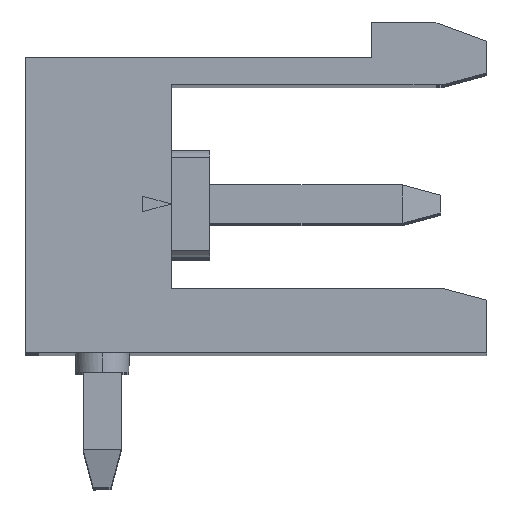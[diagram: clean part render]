
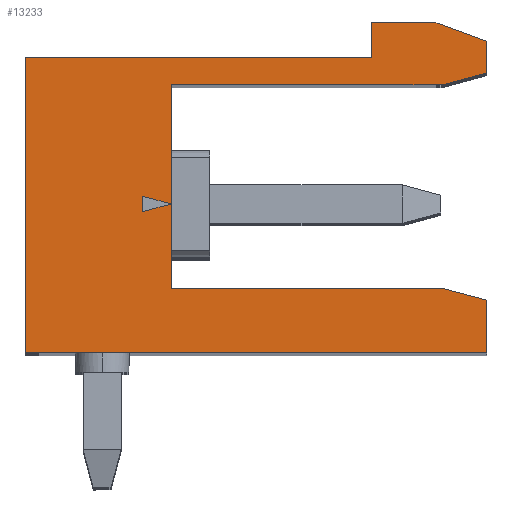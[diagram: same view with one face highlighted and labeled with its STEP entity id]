
A CAD part, top view. The second image highlights one B-rep face of the part: STEP entity #13233.
In plain terms, the highlighted planar face has unit normal (0, 0, 1).
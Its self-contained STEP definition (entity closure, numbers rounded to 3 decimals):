
#123 = CARTESIAN_POINT ( 'NONE',  ( 3.05, 4.071, 0. ) ) ;
#235 = LINE ( 'NONE', #782, #6893 ) ;
#471 = VECTOR ( 'NONE', #4320, 1000. ) ;
#573 = VERTEX_POINT ( 'NONE', #11615 ) ;
#782 = CARTESIAN_POINT ( 'NONE',  ( 0., 6.8, 0. ) ) ;
#847 = CARTESIAN_POINT ( 'NONE',  ( 1.5, 0., 0. ) ) ;
#852 = VERTEX_POINT ( 'NONE', #3256 ) ;
#972 = VECTOR ( 'NONE', #8265, 1000. ) ;
#1124 = VECTOR ( 'NONE', #11487, 1000. ) ;
#1238 = CARTESIAN_POINT ( 'NONE',  ( -36.627, -37.773, 0. ) ) ;
#1248 = FACE_BOUND ( 'NONE', #13892, .T. ) ;
#1311 = CARTESIAN_POINT ( 'NONE',  ( -36.627, 1.67, 0. ) ) ;
#1657 = CARTESIAN_POINT ( 'NONE',  ( 3.8, -37.773, 0. ) ) ;
#1981 = LINE ( 'NONE', #12907, #5096 ) ;
#2240 = CARTESIAN_POINT ( 'NONE',  ( 3.8, 3.87, 0. ) ) ;
#2298 = VERTEX_POINT ( 'NONE', #13690 ) ;
#2390 = LINE ( 'NONE', #10479, #12533 ) ;
#2566 = LINE ( 'NONE', #6387, #6128 ) ;
#2579 = DIRECTION ( 'NONE',  ( 1., 0., 0. ) ) ;
#2602 = EDGE_CURVE ( 'NONE', #9114, #11628, #6054, .T. ) ;
#2841 = EDGE_LOOP ( 'NONE', ( #3221, #4088, #14084, #11930, #7080, #3776, #12684, #13210, #15329, #8458, #4214, #14964, #12679 ) ) ;
#3221 = ORIENTED_EDGE ( 'NONE', *, *, #11899, .T. ) ;
#3256 = CARTESIAN_POINT ( 'NONE',  ( 3.8, 1.67, 0. ) ) ;
#3320 = CARTESIAN_POINT ( 'NONE',  ( 0., 7.67, 0. ) ) ;
#3594 = DIRECTION ( 'NONE',  ( -1., 0., 0. ) ) ;
#3776 = ORIENTED_EDGE ( 'NONE', *, *, #17094, .T. ) ;
#3848 = EDGE_CURVE ( 'NONE', #11628, #13395, #5733, .T. ) ;
#3877 = PLANE ( 'NONE',  #6831 ) ;
#3978 = VERTEX_POINT ( 'NONE', #9043 ) ;
#4088 = ORIENTED_EDGE ( 'NONE', *, *, #6895, .T. ) ;
#4194 = VERTEX_POINT ( 'NONE', #5467 ) ;
#4214 = ORIENTED_EDGE ( 'NONE', *, *, #7600, .F. ) ;
#4320 = DIRECTION ( 'NONE',  ( 0., 1., 0. ) ) ;
#4765 = DIRECTION ( 'NONE',  ( -0.966, 0.259, 0. ) ) ;
#4954 = DIRECTION ( 'NONE',  ( 1., 0., 0. ) ) ;
#5096 = VECTOR ( 'NONE', #6323, 1000. ) ;
#5467 = CARTESIAN_POINT ( 'NONE',  ( 9., 7.67, 0. ) ) ;
#5576 = CARTESIAN_POINT ( 'NONE',  ( 12., -37.773, 0. ) ) ;
#5624 = CARTESIAN_POINT ( 'NONE',  ( 10.626, 8.6, 0. ) ) ;
#5633 = CARTESIAN_POINT ( 'NONE',  ( 3.8, 3.87, 0. ) ) ;
#5662 = VERTEX_POINT ( 'NONE', #9110 ) ;
#5733 = LINE ( 'NONE', #9790, #12324 ) ;
#6054 = LINE ( 'NONE', #14133, #9097 ) ;
#6112 = LINE ( 'NONE', #1311, #9570 ) ;
#6128 = VECTOR ( 'NONE', #14290, 1000. ) ;
#6284 = VECTOR ( 'NONE', #9402, 1000. ) ;
#6323 = DIRECTION ( 'NONE',  ( 0., 1., 0. ) ) ;
#6387 = CARTESIAN_POINT ( 'NONE',  ( 3.05, -37.773, 0. ) ) ;
#6758 = VERTEX_POINT ( 'NONE', #7575 ) ;
#6831 = AXIS2_PLACEMENT_3D ( 'NONE', #1238, #10480, #2579 ) ;
#6868 = ORIENTED_EDGE ( 'NONE', *, *, #7231, .T. ) ;
#6893 = VECTOR ( 'NONE', #7329, 1000. ) ;
#6895 = EDGE_CURVE ( 'NONE', #16485, #852, #6112, .T. ) ;
#6949 = EDGE_CURVE ( 'NONE', #11430, #9882, #16801, .T. ) ;
#7056 = CARTESIAN_POINT ( 'NONE',  ( 9., 8.6, 0. ) ) ;
#7080 = ORIENTED_EDGE ( 'NONE', *, *, #14306, .F. ) ;
#7150 = CARTESIAN_POINT ( 'NONE',  ( 0., 0., 0. ) ) ;
#7215 = VERTEX_POINT ( 'NONE', #14032 ) ;
#7231 = EDGE_CURVE ( 'NONE', #9882, #5662, #10004, .T. ) ;
#7329 = DIRECTION ( 'NONE',  ( 0., 1., 0. ) ) ;
#7483 = VERTEX_POINT ( 'NONE', #7150 ) ;
#7525 = LINE ( 'NONE', #5576, #471 ) ;
#7575 = CARTESIAN_POINT ( 'NONE',  ( 12., 0., 0. ) ) ;
#7594 = LINE ( 'NONE', #1657, #972 ) ;
#7600 = EDGE_CURVE ( 'NONE', #7483, #11788, #235, .T. ) ;
#7741 = LINE ( 'NONE', #14887, #14338 ) ;
#7766 = ORIENTED_EDGE ( 'NONE', *, *, #16774, .T. ) ;
#7863 = CARTESIAN_POINT ( 'NONE',  ( 3.05, 4.071, 0. ) ) ;
#7984 = VECTOR ( 'NONE', #4765, 1000. ) ;
#8027 = VECTOR ( 'NONE', #15149, 1000. ) ;
#8237 = DIRECTION ( 'NONE',  ( -1., 0., 0. ) ) ;
#8265 = DIRECTION ( 'NONE',  ( 0., 1., 0. ) ) ;
#8458 = ORIENTED_EDGE ( 'NONE', *, *, #9365, .T. ) ;
#8716 = DIRECTION ( 'NONE',  ( -0.966, -0.259, 0. ) ) ;
#9043 = CARTESIAN_POINT ( 'NONE',  ( 10.837, 6.963, 0. ) ) ;
#9097 = VECTOR ( 'NONE', #4954, 1000. ) ;
#9110 = CARTESIAN_POINT ( 'NONE',  ( 3.05, 3.669, 0. ) ) ;
#9114 = VERTEX_POINT ( 'NONE', #13120 ) ;
#9224 = DIRECTION ( 'NONE',  ( -1., 0., 0. ) ) ;
#9365 = EDGE_CURVE ( 'NONE', #4194, #11788, #7741, .T. ) ;
#9402 = DIRECTION ( 'NONE',  ( 0.966, -0.259, 0. ) ) ;
#9570 = VECTOR ( 'NONE', #9224, 1000. ) ;
#9790 = CARTESIAN_POINT ( 'NONE',  ( 11.313, 8.35, 0. ) ) ;
#9882 = VERTEX_POINT ( 'NONE', #5633 ) ;
#9931 = CARTESIAN_POINT ( 'NONE',  ( 10.842, 6.965, 0. ) ) ;
#10004 = LINE ( 'NONE', #2240, #1124 ) ;
#10086 = LINE ( 'NONE', #847, #16709 ) ;
#10479 = CARTESIAN_POINT ( 'NONE',  ( -36.627, 6.963, 0. ) ) ;
#10480 = DIRECTION ( 'NONE',  ( 0., 0., 1. ) ) ;
#10755 = CARTESIAN_POINT ( 'NONE',  ( 12., 8.1, 0. ) ) ;
#10961 = FACE_OUTER_BOUND ( 'NONE', #2841, .T. ) ;
#11105 = DIRECTION ( 'NONE',  ( 0.94, -0.342, 0. ) ) ;
#11430 = VERTEX_POINT ( 'NONE', #7863 ) ;
#11487 = DIRECTION ( 'NONE',  ( -0.966, -0.259, 0. ) ) ;
#11615 = CARTESIAN_POINT ( 'NONE',  ( 12., 1.37, 0. ) ) ;
#11628 = VERTEX_POINT ( 'NONE', #5624 ) ;
#11652 = EDGE_CURVE ( 'NONE', #852, #7215, #7594, .T. ) ;
#11788 = VERTEX_POINT ( 'NONE', #3320 ) ;
#11814 = DIRECTION ( 'NONE',  ( 1., 0., 0. ) ) ;
#11894 = LINE ( 'NONE', #16638, #7984 ) ;
#11899 = EDGE_CURVE ( 'NONE', #573, #16485, #11894, .T. ) ;
#11930 = ORIENTED_EDGE ( 'NONE', *, *, #15264, .T. ) ;
#12111 = CARTESIAN_POINT ( 'NONE',  ( 10.88, 1.67, 0. ) ) ;
#12324 = VECTOR ( 'NONE', #11105, 1000. ) ;
#12533 = VECTOR ( 'NONE', #11814, 1000. ) ;
#12679 = ORIENTED_EDGE ( 'NONE', *, *, #16330, .T. ) ;
#12684 = ORIENTED_EDGE ( 'NONE', *, *, #3848, .F. ) ;
#12907 = CARTESIAN_POINT ( 'NONE',  ( 12., -37.773, 0. ) ) ;
#13120 = CARTESIAN_POINT ( 'NONE',  ( 9., 8.6, 0. ) ) ;
#13210 = ORIENTED_EDGE ( 'NONE', *, *, #2602, .F. ) ;
#13233 = ADVANCED_FACE ( 'NONE', ( #1248, #10961 ), #3877, .T. ) ;
#13395 = VERTEX_POINT ( 'NONE', #10755 ) ;
#13428 = LINE ( 'NONE', #9931, #15290 ) ;
#13690 = CARTESIAN_POINT ( 'NONE',  ( 12., 7.275, 0. ) ) ;
#13892 = EDGE_LOOP ( 'NONE', ( #7766, #14196, #6868 ) ) ;
#14032 = CARTESIAN_POINT ( 'NONE',  ( 3.8, 6.963, 0. ) ) ;
#14084 = ORIENTED_EDGE ( 'NONE', *, *, #11652, .T. ) ;
#14133 = CARTESIAN_POINT ( 'NONE',  ( 10.8, 8.6, 0. ) ) ;
#14196 = ORIENTED_EDGE ( 'NONE', *, *, #6949, .T. ) ;
#14231 = EDGE_CURVE ( 'NONE', #4194, #9114, #15081, .T. ) ;
#14290 = DIRECTION ( 'NONE',  ( 0., 1., 0. ) ) ;
#14306 = EDGE_CURVE ( 'NONE', #2298, #3978, #13428, .T. ) ;
#14338 = VECTOR ( 'NONE', #8237, 1000. ) ;
#14351 = EDGE_CURVE ( 'NONE', #6758, #7483, #10086, .T. ) ;
#14887 = CARTESIAN_POINT ( 'NONE',  ( -36.627, 7.67, 0. ) ) ;
#14964 = ORIENTED_EDGE ( 'NONE', *, *, #14351, .F. ) ;
#15081 = LINE ( 'NONE', #7056, #8027 ) ;
#15149 = DIRECTION ( 'NONE',  ( 0., 1., 0. ) ) ;
#15264 = EDGE_CURVE ( 'NONE', #7215, #3978, #2390, .T. ) ;
#15290 = VECTOR ( 'NONE', #8716, 1000. ) ;
#15329 = ORIENTED_EDGE ( 'NONE', *, *, #14231, .F. ) ;
#16330 = EDGE_CURVE ( 'NONE', #6758, #573, #1981, .T. ) ;
#16485 = VERTEX_POINT ( 'NONE', #12111 ) ;
#16638 = CARTESIAN_POINT ( 'NONE',  ( 12., 1.37, 0. ) ) ;
#16709 = VECTOR ( 'NONE', #3594, 1000. ) ;
#16774 = EDGE_CURVE ( 'NONE', #5662, #11430, #2566, .T. ) ;
#16801 = LINE ( 'NONE', #123, #6284 ) ;
#17094 = EDGE_CURVE ( 'NONE', #2298, #13395, #7525, .T. ) ;
